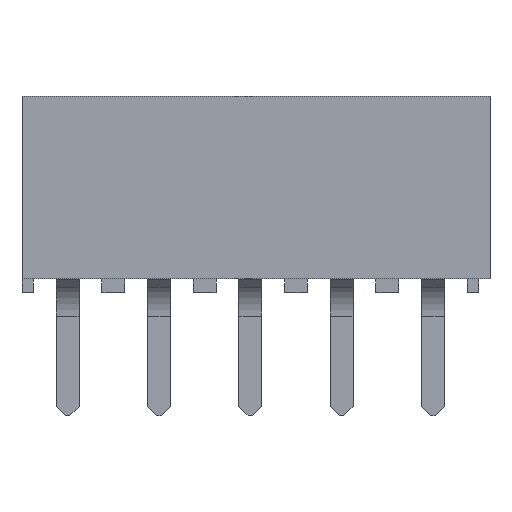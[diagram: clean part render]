
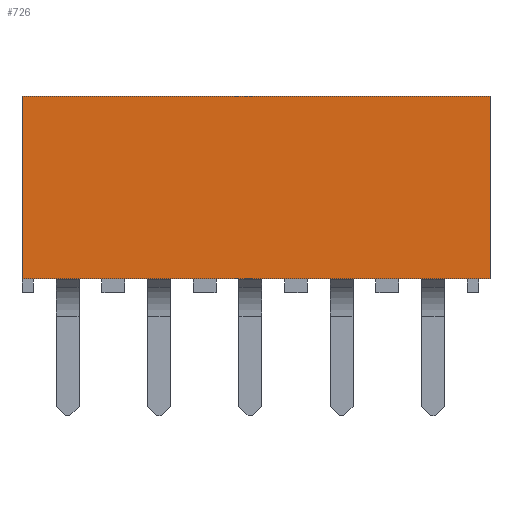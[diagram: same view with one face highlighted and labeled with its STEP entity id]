
A CAD part, front view. The second image highlights one B-rep face of the part: STEP entity #726.
In plain terms, the highlighted planar face has unit normal (0, -1, 0).
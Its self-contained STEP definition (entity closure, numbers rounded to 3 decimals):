
#726 = ADVANCED_FACE( '', ( #1747 ), #1748, .T. );
#1747 = FACE_OUTER_BOUND( '', #3212, .T. );
#1748 = PLANE( '', #3213 );
#3212 = EDGE_LOOP( '', ( #5591, #5592, #5593, #5594 ) );
#3213 = AXIS2_PLACEMENT_3D( '', #5595, #5596, #5597 );
#5591 = ORIENTED_EDGE( '', *, *, #9149, .T. );
#5592 = ORIENTED_EDGE( '', *, *, #9150, .T. );
#5593 = ORIENTED_EDGE( '', *, *, #9151, .T. );
#5594 = ORIENTED_EDGE( '', *, *, #9152, .T. );
#5595 = CARTESIAN_POINT( '', ( 0., -1.25, 0. ) );
#5596 = DIRECTION( '', ( 0., -1., 0. ) );
#5597 = DIRECTION( '', ( 0., 0., -1. ) );
#9149 = EDGE_CURVE( '', #11314, #11315, #11316, .T. );
#9150 = EDGE_CURVE( '', #11315, #11317, #11318, .T. );
#9151 = EDGE_CURVE( '', #11317, #11319, #11320, .T. );
#9152 = EDGE_CURVE( '', #11319, #11314, #11321, .T. );
#11314 = VERTEX_POINT( '', #14456 );
#11315 = VERTEX_POINT( '', #14457 );
#11316 = LINE( '', #14458, #14459 );
#11317 = VERTEX_POINT( '', #14460 );
#11318 = LINE( '', #14461, #14462 );
#11319 = VERTEX_POINT( '', #14463 );
#11320 = LINE( '', #14464, #14465 );
#11321 = LINE( '', #14466, #14467 );
#14456 = CARTESIAN_POINT( '', ( 6.25, -1.25, 2.15 ) );
#14457 = CARTESIAN_POINT( '', ( -4., -1.25, 2.15 ) );
#14458 = CARTESIAN_POINT( '', ( 6.25, -1.25, 2.15 ) );
#14459 = VECTOR( '', #17156, 1000. );
#14460 = CARTESIAN_POINT( '', ( -4., -1.25, -1.85 ) );
#14461 = CARTESIAN_POINT( '', ( -4., -1.25, 0. ) );
#14462 = VECTOR( '', #17157, 1000. );
#14463 = CARTESIAN_POINT( '', ( 6.25, -1.25, -1.85 ) );
#14464 = CARTESIAN_POINT( '', ( 0., -1.25, -1.85 ) );
#14465 = VECTOR( '', #17158, 1000. );
#14466 = CARTESIAN_POINT( '', ( 6.25, -1.25, -2.15 ) );
#14467 = VECTOR( '', #17159, 1000. );
#17156 = DIRECTION( '', ( -1., 0., 0. ) );
#17157 = DIRECTION( '', ( 0., 0., -1. ) );
#17158 = DIRECTION( '', ( 1., 0., 0. ) );
#17159 = DIRECTION( '', ( 0., 0., 1. ) );
